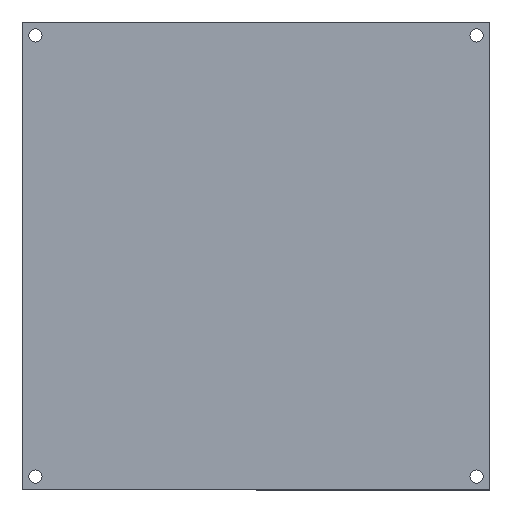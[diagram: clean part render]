
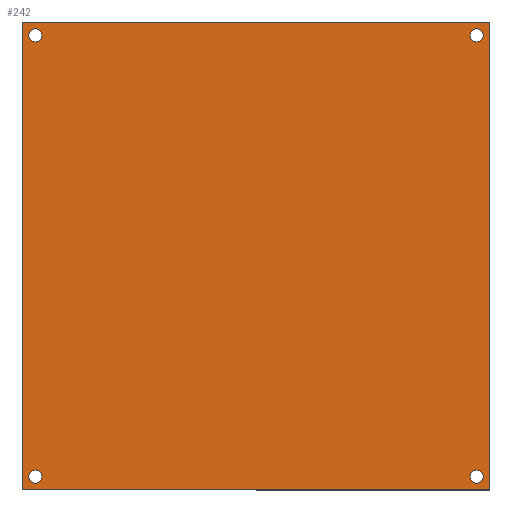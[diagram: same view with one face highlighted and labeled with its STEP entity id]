
A CAD part, top view. The second image highlights one B-rep face of the part: STEP entity #242.
In plain terms, the highlighted planar face has unit normal (0, 0, 1).
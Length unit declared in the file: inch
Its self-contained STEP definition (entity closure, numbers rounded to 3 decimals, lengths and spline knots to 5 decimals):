
#2 = EDGE_CURVE ( 'NONE', #180, #59, #148, .T. ) ;
#5 = DIRECTION ( 'NONE',  ( 1., 0., 0. ) ) ;
#9 = CARTESIAN_POINT ( 'NONE',  ( -4., 4.125, 0.115 ) ) ;
#12 = CARTESIAN_POINT ( 'NONE',  ( 4.25, -4.125, 0.115 ) ) ;
#13 = CARTESIAN_POINT ( 'NONE',  ( -4., -4.125, 0.115 ) ) ;
#18 = LINE ( 'NONE', #363, #85 ) ;
#21 = DIRECTION ( 'NONE',  ( 1., 0., 0. ) ) ;
#23 = CIRCLE ( 'NONE', #297, 0.125 ) ;
#28 = EDGE_LOOP ( 'NONE', ( #285 ) ) ;
#33 = LINE ( 'NONE', #265, #209 ) ;
#43 = CARTESIAN_POINT ( 'NONE',  ( 4.375, 4.375, 0.115 ) ) ;
#51 = DIRECTION ( 'NONE',  ( 0., 0., 1. ) ) ;
#53 = EDGE_CURVE ( 'NONE', #79, #79, #95, .T. ) ;
#55 = EDGE_LOOP ( 'NONE', ( #174 ) ) ;
#56 = VERTEX_POINT ( 'NONE', #296 ) ;
#57 = EDGE_CURVE ( 'NONE', #59, #56, #33, .T. ) ;
#59 = VERTEX_POINT ( 'NONE', #236 ) ;
#63 = DIRECTION ( 'NONE',  ( 1., 0., 0. ) ) ;
#77 = DIRECTION ( 'NONE',  ( 1., 0., 0. ) ) ;
#79 = VERTEX_POINT ( 'NONE', #9 ) ;
#85 = VECTOR ( 'NONE', #249, 39.37008 ) ;
#95 = CIRCLE ( 'NONE', #133, 0.125 ) ;
#98 = VECTOR ( 'NONE', #105, 39.37008 ) ;
#105 = DIRECTION ( 'NONE',  ( 0., -1., 0. ) ) ;
#119 = ORIENTED_EDGE ( 'NONE', *, *, #57, .F. ) ;
#130 = VERTEX_POINT ( 'NONE', #243 ) ;
#132 = FACE_BOUND ( 'NONE', #28, .T. ) ;
#133 = AXIS2_PLACEMENT_3D ( 'NONE', #173, #325, #63 ) ;
#136 = DIRECTION ( 'NONE',  ( 1., 0., 0. ) ) ;
#138 = CARTESIAN_POINT ( 'NONE',  ( -4.375, -4.375, 0.115 ) ) ;
#145 = EDGE_LOOP ( 'NONE', ( #229 ) ) ;
#148 = LINE ( 'NONE', #294, #259 ) ;
#152 = CIRCLE ( 'NONE', #175, 0.125 ) ;
#160 = CARTESIAN_POINT ( 'NONE',  ( 4.375, -4.375, 0.115 ) ) ;
#165 = AXIS2_PLACEMENT_3D ( 'NONE', #338, #51, #21 ) ;
#168 = FACE_OUTER_BOUND ( 'NONE', #376, .T. ) ;
#171 = EDGE_CURVE ( 'NONE', #56, #202, #250, .T. ) ;
#173 = CARTESIAN_POINT ( 'NONE',  ( -4.125, 4.125, 0.115 ) ) ;
#174 = ORIENTED_EDGE ( 'NONE', *, *, #234, .T. ) ;
#175 = AXIS2_PLACEMENT_3D ( 'NONE', #274, #224, #136 ) ;
#180 = VERTEX_POINT ( 'NONE', #138 ) ;
#184 = DIRECTION ( 'NONE',  ( 1., 0., 0. ) ) ;
#202 = VERTEX_POINT ( 'NONE', #160 ) ;
#204 = AXIS2_PLACEMENT_3D ( 'NONE', #252, #369, #77 ) ;
#209 = VECTOR ( 'NONE', #5, 39.37008 ) ;
#211 = ORIENTED_EDGE ( 'NONE', *, *, #276, .F. ) ;
#221 = EDGE_CURVE ( 'NONE', #271, #271, #152, .T. ) ;
#224 = DIRECTION ( 'NONE',  ( 0., 0., -1. ) ) ;
#227 = EDGE_LOOP ( 'NONE', ( #321 ) ) ;
#229 = ORIENTED_EDGE ( 'NONE', *, *, #53, .T. ) ;
#234 = EDGE_CURVE ( 'NONE', #130, #130, #372, .T. ) ;
#236 = CARTESIAN_POINT ( 'NONE',  ( -4.375, 4.375, 0.115 ) ) ;
#242 = ADVANCED_FACE ( 'NONE', ( #344, #281, #310, #132, #168 ), #246, .T. ) ;
#243 = CARTESIAN_POINT ( 'NONE',  ( 4.25, 4.125, 0.115 ) ) ;
#246 = PLANE ( 'NONE',  #165 ) ;
#249 = DIRECTION ( 'NONE',  ( -1., 0., 0. ) ) ;
#250 = LINE ( 'NONE', #43, #98 ) ;
#252 = CARTESIAN_POINT ( 'NONE',  ( 4.125, 4.125, 0.115 ) ) ;
#256 = ORIENTED_EDGE ( 'NONE', *, *, #171, .F. ) ;
#259 = VECTOR ( 'NONE', #351, 39.37008 ) ;
#265 = CARTESIAN_POINT ( 'NONE',  ( -4.375, 4.375, 0.115 ) ) ;
#271 = VERTEX_POINT ( 'NONE', #12 ) ;
#274 = CARTESIAN_POINT ( 'NONE',  ( 4.125, -4.125, 0.115 ) ) ;
#276 = EDGE_CURVE ( 'NONE', #202, #180, #18, .T. ) ;
#281 = FACE_BOUND ( 'NONE', #145, .T. ) ;
#285 = ORIENTED_EDGE ( 'NONE', *, *, #221, .T. ) ;
#294 = CARTESIAN_POINT ( 'NONE',  ( -4.375, -4.375, 0.115 ) ) ;
#296 = CARTESIAN_POINT ( 'NONE',  ( 4.375, 4.375, 0.115 ) ) ;
#297 = AXIS2_PLACEMENT_3D ( 'NONE', #334, #368, #184 ) ;
#310 = FACE_BOUND ( 'NONE', #55, .T. ) ;
#316 = EDGE_CURVE ( 'NONE', #331, #331, #23, .T. ) ;
#321 = ORIENTED_EDGE ( 'NONE', *, *, #316, .T. ) ;
#323 = ORIENTED_EDGE ( 'NONE', *, *, #2, .F. ) ;
#325 = DIRECTION ( 'NONE',  ( 0., 0., -1. ) ) ;
#331 = VERTEX_POINT ( 'NONE', #13 ) ;
#334 = CARTESIAN_POINT ( 'NONE',  ( -4.125, -4.125, 0.115 ) ) ;
#338 = CARTESIAN_POINT ( 'NONE',  ( 0., 0., 0.115 ) ) ;
#344 = FACE_BOUND ( 'NONE', #227, .T. ) ;
#351 = DIRECTION ( 'NONE',  ( 0., 1., 0. ) ) ;
#363 = CARTESIAN_POINT ( 'NONE',  ( 4.375, -4.375, 0.115 ) ) ;
#368 = DIRECTION ( 'NONE',  ( 0., 0., -1. ) ) ;
#369 = DIRECTION ( 'NONE',  ( 0., 0., -1. ) ) ;
#372 = CIRCLE ( 'NONE', #204, 0.125 ) ;
#376 = EDGE_LOOP ( 'NONE', ( #323, #211, #256, #119 ) ) ;
